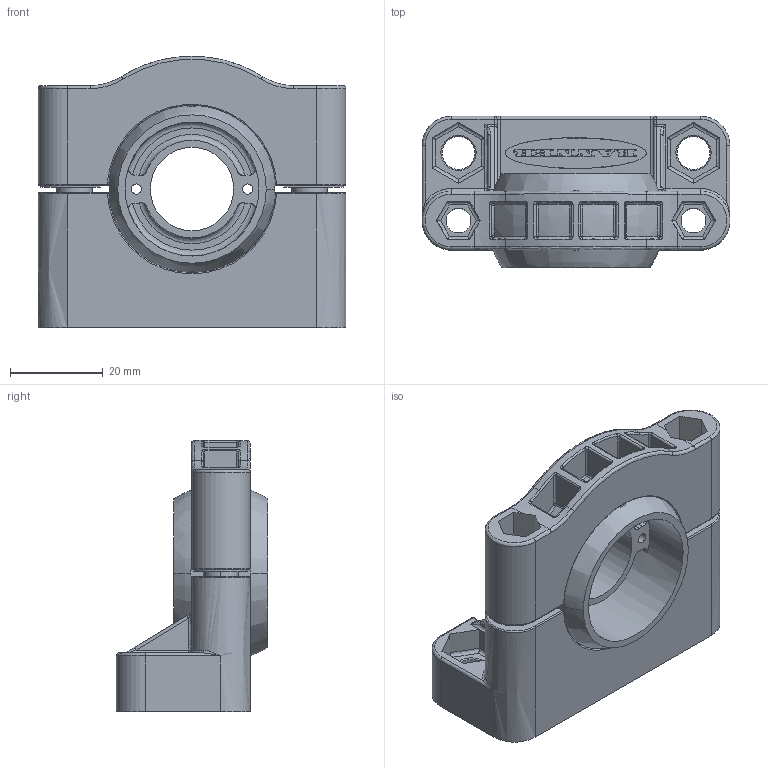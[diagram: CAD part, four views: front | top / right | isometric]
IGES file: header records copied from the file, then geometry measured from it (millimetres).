
Start section:  PTC IGES file: 141761.igs
Global section: file name: 141761.igs; native system: Pro/ENGINEER by Parametric Technology Corporation; preprocessor: 2006170; author: banengservice; organization: Unknown; date: 20080808.142055; units: inch
Bounding box: 66.55 x 32.77 x 58.67 mm (x, y, z)
Volume: 38595.8 mm3; surface area: 24511.3 mm2
Topology: 2 solids, 2 shells, 690 faces, 1737 edges, 1070 vertices
Faces by surface type: revolution 387, bspline 296, extrusion 7
